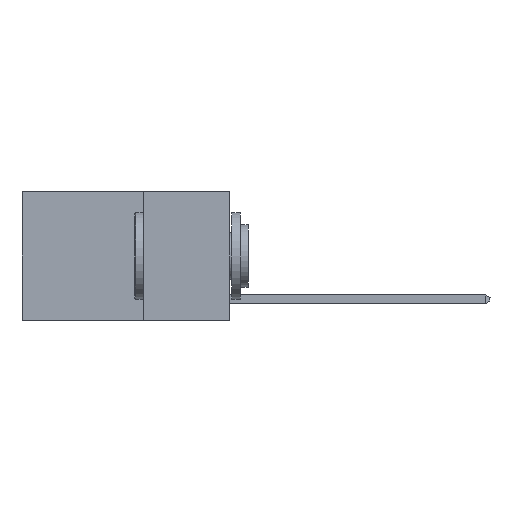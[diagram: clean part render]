
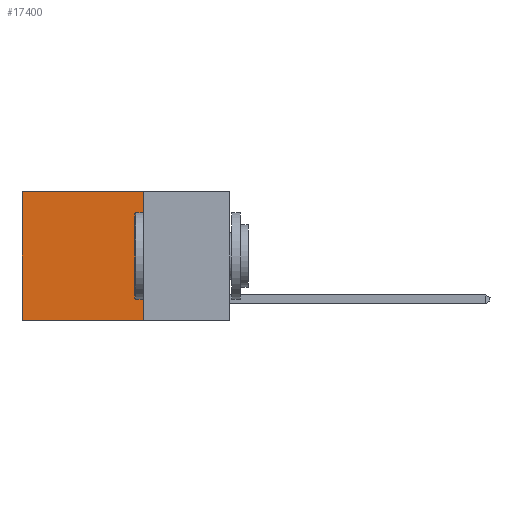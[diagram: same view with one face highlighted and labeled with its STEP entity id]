
A CAD part, left-side view. The second image highlights one B-rep face of the part: STEP entity #17400.
In plain terms, the highlighted planar face has unit normal (-1, 0, 0).
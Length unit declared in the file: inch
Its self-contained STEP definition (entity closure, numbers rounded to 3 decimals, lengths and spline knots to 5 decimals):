
#42 = EDGE_LOOP ( 'NONE', ( #25343, #2379, #15181, #24192 ) ) ;
#687 = DIRECTION ( 'NONE',  ( 0., 0., -1. ) ) ;
#713 = VECTOR ( 'NONE', #17493, 39.37008 ) ;
#1474 = CARTESIAN_POINT ( 'NONE',  ( 0.2625, 0.25, 0. ) ) ;
#2237 = EDGE_CURVE ( 'NONE', #16780, #18337, #24235, .T. ) ;
#2379 = ORIENTED_EDGE ( 'NONE', *, *, #2237, .F. ) ;
#2794 = VECTOR ( 'NONE', #17093, 39.37008 ) ;
#2932 = DIRECTION ( 'NONE',  ( 1., 0., 0. ) ) ;
#3382 = FACE_OUTER_BOUND ( 'NONE', #42, .T. ) ;
#4568 = VECTOR ( 'NONE', #23952, 39.37008 ) ;
#4974 = CARTESIAN_POINT ( 'NONE',  ( 0.2625, 0.25, 0. ) ) ;
#5637 = CARTESIAN_POINT ( 'NONE',  ( 0.2625, 0.25, 0. ) ) ;
#7588 = PLANE ( 'NONE',  #9040 ) ;
#9040 = AXIS2_PLACEMENT_3D ( 'NONE', #17054, #2932, #687 ) ;
#9393 = VECTOR ( 'NONE', #19608, 39.37008 ) ;
#12053 = VERTEX_POINT ( 'NONE', #4974 ) ;
#12851 = CARTESIAN_POINT ( 'NONE',  ( 0.2625, 0.25, -0.37 ) ) ;
#14417 = EDGE_CURVE ( 'NONE', #12053, #19313, #28390, .T. ) ;
#15181 = ORIENTED_EDGE ( 'NONE', *, *, #28409, .F. ) ;
#15586 = EDGE_CURVE ( 'NONE', #19313, #18337, #23212, .T. ) ;
#16780 = VERTEX_POINT ( 'NONE', #22513 ) ;
#17054 = CARTESIAN_POINT ( 'NONE',  ( 0.2625, 0.25, 0. ) ) ;
#17093 = DIRECTION ( 'NONE',  ( 0., 0., -1. ) ) ;
#17387 = CARTESIAN_POINT ( 'NONE',  ( 0.2625, 0.6, 0. ) ) ;
#17400 = ADVANCED_FACE ( 'NONE', ( #3382 ), #7588, .F. ) ;
#17493 = DIRECTION ( 'NONE',  ( 0., 1., 0. ) ) ;
#18337 = VERTEX_POINT ( 'NONE', #23255 ) ;
#19313 = VERTEX_POINT ( 'NONE', #21797 ) ;
#19608 = DIRECTION ( 'NONE',  ( 0., 1., 0. ) ) ;
#21720 = LINE ( 'NONE', #1474, #4568 ) ;
#21797 = CARTESIAN_POINT ( 'NONE',  ( 0.2625, 0.6, 0. ) ) ;
#22513 = CARTESIAN_POINT ( 'NONE',  ( 0.2625, 0.25, -0.37 ) ) ;
#23212 = LINE ( 'NONE', #17387, #2794 ) ;
#23255 = CARTESIAN_POINT ( 'NONE',  ( 0.2625, 0.6, -0.37 ) ) ;
#23952 = DIRECTION ( 'NONE',  ( 0., 0., -1. ) ) ;
#24192 = ORIENTED_EDGE ( 'NONE', *, *, #14417, .T. ) ;
#24235 = LINE ( 'NONE', #12851, #9393 ) ;
#25343 = ORIENTED_EDGE ( 'NONE', *, *, #15586, .T. ) ;
#28390 = LINE ( 'NONE', #5637, #713 ) ;
#28409 = EDGE_CURVE ( 'NONE', #12053, #16780, #21720, .T. ) ;
